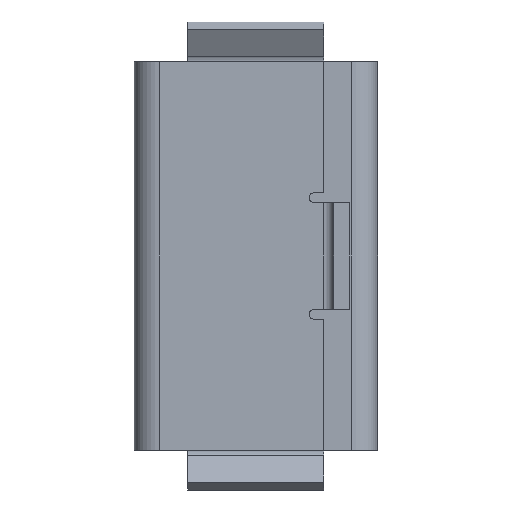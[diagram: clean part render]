
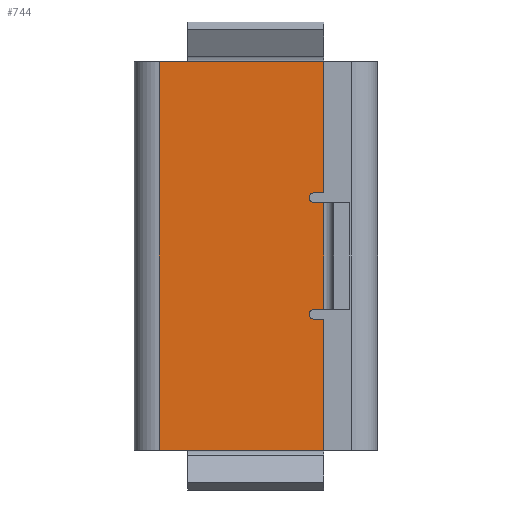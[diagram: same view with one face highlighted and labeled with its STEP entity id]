
A CAD part, front view. The second image highlights one B-rep face of the part: STEP entity #744.
In plain terms, the highlighted planar face has unit normal (0, -1, 0).
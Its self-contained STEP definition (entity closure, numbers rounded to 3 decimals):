
#5 = LINE ( 'NONE', #2320, #965 ) ;
#48 = VERTEX_POINT ( 'NONE', #2470 ) ;
#50 = CARTESIAN_POINT ( 'NONE',  ( 22.072, 60.065, 3.625 ) ) ;
#55 = CARTESIAN_POINT ( 'NONE',  ( 22.072, 60.065, 0. ) ) ;
#85 = LINE ( 'NONE', #2200, #2056 ) ;
#93 = CARTESIAN_POINT ( 'NONE',  ( 17.845, 60.065, 10. ) ) ;
#118 = CARTESIAN_POINT ( 'NONE',  ( 17.572, 60.065, 0. ) ) ;
#126 = CARTESIAN_POINT ( 'NONE',  ( 21.822, 60.065, 3.5 ) ) ;
#147 = ORIENTED_EDGE ( 'NONE', *, *, #930, .F. ) ;
#159 = CARTESIAN_POINT ( 'NONE',  ( 21.822, 60.065, 6.375 ) ) ;
#184 = EDGE_CURVE ( 'NONE', #1058, #2339, #801, .T. ) ;
#230 = LINE ( 'NONE', #55, #2192 ) ;
#245 = DIRECTION ( 'NONE',  ( -1., 0., 0. ) ) ;
#247 = ORIENTED_EDGE ( 'NONE', *, *, #184, .T. ) ;
#267 = ORIENTED_EDGE ( 'NONE', *, *, #1450, .T. ) ;
#274 = EDGE_CURVE ( 'NONE', #2304, #320, #1623, .T. ) ;
#289 = LINE ( 'NONE', #832, #669 ) ;
#291 = CARTESIAN_POINT ( 'NONE',  ( 18.572, 60.065, 0. ) ) ;
#294 = EDGE_CURVE ( 'NONE', #48, #938, #1447, .T. ) ;
#320 = VERTEX_POINT ( 'NONE', #927 ) ;
#321 = DIRECTION ( 'NONE',  ( 0., 0., 1. ) ) ;
#349 = CARTESIAN_POINT ( 'NONE',  ( 22.072, 60.065, 0. ) ) ;
#350 = CARTESIAN_POINT ( 'NONE',  ( 17.572, 60.065, 10. ) ) ;
#353 = ORIENTED_EDGE ( 'NONE', *, *, #274, .F. ) ;
#370 = ORIENTED_EDGE ( 'NONE', *, *, #1336, .F. ) ;
#374 = VERTEX_POINT ( 'NONE', #2401 ) ;
#410 = DIRECTION ( 'NONE',  ( -1., 0., 0. ) ) ;
#439 = VERTEX_POINT ( 'NONE', #349 ) ;
#445 = CARTESIAN_POINT ( 'NONE',  ( 17.845, 60.065, 0. ) ) ;
#457 = PLANE ( 'NONE',  #1978 ) ;
#463 = LINE ( 'NONE', #1781, #2433 ) ;
#498 = VECTOR ( 'NONE', #1664, 1000. ) ;
#521 = VECTOR ( 'NONE', #410, 1000. ) ;
#526 = EDGE_CURVE ( 'NONE', #1409, #1331, #463, .T. ) ;
#535 = DIRECTION ( 'NONE',  ( 0., -1., 0. ) ) ;
#592 = CARTESIAN_POINT ( 'NONE',  ( 21.822, 60.065, 3.375 ) ) ;
#609 = DIRECTION ( 'NONE',  ( 1., 0., 0. ) ) ;
#640 = VECTOR ( 'NONE', #918, 1000. ) ;
#669 = VECTOR ( 'NONE', #1389, 1000. ) ;
#737 = VECTOR ( 'NONE', #1568, 1000. ) ;
#744 = ADVANCED_FACE ( 'NONE', ( #1499 ), #457, .F. ) ;
#801 = LINE ( 'NONE', #118, #1738 ) ;
#808 = EDGE_CURVE ( 'NONE', #1724, #1069, #1835, .T. ) ;
#821 = CARTESIAN_POINT ( 'NONE',  ( 17.572, 60.065, 0. ) ) ;
#832 = CARTESIAN_POINT ( 'NONE',  ( 22.072, 60.065, 3.625 ) ) ;
#838 = CARTESIAN_POINT ( 'NONE',  ( 21.822, 60.065, 3.625 ) ) ;
#849 = DIRECTION ( 'NONE',  ( 0., 1., 0. ) ) ;
#918 = DIRECTION ( 'NONE',  ( 1., 0., 0. ) ) ;
#927 = CARTESIAN_POINT ( 'NONE',  ( 18.572, 60.065, 10. ) ) ;
#930 = EDGE_CURVE ( 'NONE', #320, #1409, #1095, .T. ) ;
#938 = VERTEX_POINT ( 'NONE', #159 ) ;
#965 = VECTOR ( 'NONE', #609, 1000. ) ;
#984 = CARTESIAN_POINT ( 'NONE',  ( 22.072, 60.065, 6.375 ) ) ;
#1002 = VERTEX_POINT ( 'NONE', #50 ) ;
#1027 = LINE ( 'NONE', #1351, #521 ) ;
#1042 = AXIS2_PLACEMENT_3D ( 'NONE', #126, #1448, #321 ) ;
#1058 = VERTEX_POINT ( 'NONE', #445 ) ;
#1060 = EDGE_CURVE ( 'NONE', #439, #374, #230, .T. ) ;
#1069 = VERTEX_POINT ( 'NONE', #838 ) ;
#1095 = LINE ( 'NONE', #2052, #640 ) ;
#1117 = LINE ( 'NONE', #93, #2251 ) ;
#1193 = CARTESIAN_POINT ( 'NONE',  ( 22.072, 60.065, 3.375 ) ) ;
#1258 = DIRECTION ( 'NONE',  ( 1., 0., 0. ) ) ;
#1275 = ORIENTED_EDGE ( 'NONE', *, *, #808, .T. ) ;
#1331 = VERTEX_POINT ( 'NONE', #2114 ) ;
#1336 = EDGE_CURVE ( 'NONE', #1331, #48, #1027, .T. ) ;
#1342 = VERTEX_POINT ( 'NONE', #984 ) ;
#1346 = LINE ( 'NONE', #1193, #1404 ) ;
#1351 = CARTESIAN_POINT ( 'NONE',  ( 22.072, 60.065, 6.625 ) ) ;
#1383 = EDGE_CURVE ( 'NONE', #374, #1724, #1346, .T. ) ;
#1384 = EDGE_LOOP ( 'NONE', ( #1465, #247, #267, #2118, #1547, #1275, #1804, #1844, #1628, #2255, #370, #1676, #147, #353 ) ) ;
#1389 = DIRECTION ( 'NONE',  ( 1., 0., 0. ) ) ;
#1404 = VECTOR ( 'NONE', #245, 1000. ) ;
#1409 = VERTEX_POINT ( 'NONE', #1753 ) ;
#1420 = DIRECTION ( 'NONE',  ( 0., 0., -1. ) ) ;
#1447 = CIRCLE ( 'NONE', #2298, 0.125 ) ;
#1448 = DIRECTION ( 'NONE',  ( 0., 1., 0. ) ) ;
#1450 = EDGE_CURVE ( 'NONE', #2339, #439, #2253, .T. ) ;
#1465 = ORIENTED_EDGE ( 'NONE', *, *, #1937, .T. ) ;
#1487 = EDGE_CURVE ( 'NONE', #1069, #1002, #289, .T. ) ;
#1499 = FACE_OUTER_BOUND ( 'NONE', #1384, .T. ) ;
#1547 = ORIENTED_EDGE ( 'NONE', *, *, #1383, .T. ) ;
#1568 = DIRECTION ( 'NONE',  ( 1., 0., 0. ) ) ;
#1623 = LINE ( 'NONE', #350, #498 ) ;
#1628 = ORIENTED_EDGE ( 'NONE', *, *, #1806, .F. ) ;
#1664 = DIRECTION ( 'NONE',  ( 1., 0., 0. ) ) ;
#1670 = CARTESIAN_POINT ( 'NONE',  ( 21.822, 60.065, 6.5 ) ) ;
#1676 = ORIENTED_EDGE ( 'NONE', *, *, #526, .F. ) ;
#1724 = VERTEX_POINT ( 'NONE', #592 ) ;
#1738 = VECTOR ( 'NONE', #1258, 1000. ) ;
#1753 = CARTESIAN_POINT ( 'NONE',  ( 22.072, 60.065, 10. ) ) ;
#1781 = CARTESIAN_POINT ( 'NONE',  ( 22.072, 60.065, 10. ) ) ;
#1804 = ORIENTED_EDGE ( 'NONE', *, *, #1487, .T. ) ;
#1806 = EDGE_CURVE ( 'NONE', #938, #1342, #5, .T. ) ;
#1835 = CIRCLE ( 'NONE', #1042, 0.125 ) ;
#1844 = ORIENTED_EDGE ( 'NONE', *, *, #2436, .F. ) ;
#1867 = DIRECTION ( 'NONE',  ( 0., 0., -1. ) ) ;
#1937 = EDGE_CURVE ( 'NONE', #2304, #1058, #1117, .T. ) ;
#1978 = AXIS2_PLACEMENT_3D ( 'NONE', #1981, #849, #2176 ) ;
#1981 = CARTESIAN_POINT ( 'NONE',  ( 17.572, 60.065, 10. ) ) ;
#2052 = CARTESIAN_POINT ( 'NONE',  ( 17.572, 60.065, 10. ) ) ;
#2056 = VECTOR ( 'NONE', #2384, 1000. ) ;
#2114 = CARTESIAN_POINT ( 'NONE',  ( 22.072, 60.065, 6.625 ) ) ;
#2118 = ORIENTED_EDGE ( 'NONE', *, *, #1060, .T. ) ;
#2163 = DIRECTION ( 'NONE',  ( 0., 0., 1. ) ) ;
#2174 = DIRECTION ( 'NONE',  ( 0., 0., -1. ) ) ;
#2176 = DIRECTION ( 'NONE',  ( 0., 0., 1. ) ) ;
#2192 = VECTOR ( 'NONE', #2163, 1000. ) ;
#2200 = CARTESIAN_POINT ( 'NONE',  ( 22.072, 60.065, 10. ) ) ;
#2251 = VECTOR ( 'NONE', #1420, 1000. ) ;
#2253 = LINE ( 'NONE', #821, #737 ) ;
#2255 = ORIENTED_EDGE ( 'NONE', *, *, #294, .F. ) ;
#2298 = AXIS2_PLACEMENT_3D ( 'NONE', #1670, #535, #1867 ) ;
#2304 = VERTEX_POINT ( 'NONE', #2354 ) ;
#2320 = CARTESIAN_POINT ( 'NONE',  ( 22.072, 60.065, 6.375 ) ) ;
#2339 = VERTEX_POINT ( 'NONE', #291 ) ;
#2354 = CARTESIAN_POINT ( 'NONE',  ( 17.845, 60.065, 10. ) ) ;
#2384 = DIRECTION ( 'NONE',  ( 0., 0., -1. ) ) ;
#2401 = CARTESIAN_POINT ( 'NONE',  ( 22.072, 60.065, 3.375 ) ) ;
#2433 = VECTOR ( 'NONE', #2174, 1000. ) ;
#2436 = EDGE_CURVE ( 'NONE', #1342, #1002, #85, .T. ) ;
#2470 = CARTESIAN_POINT ( 'NONE',  ( 21.822, 60.065, 6.625 ) ) ;
